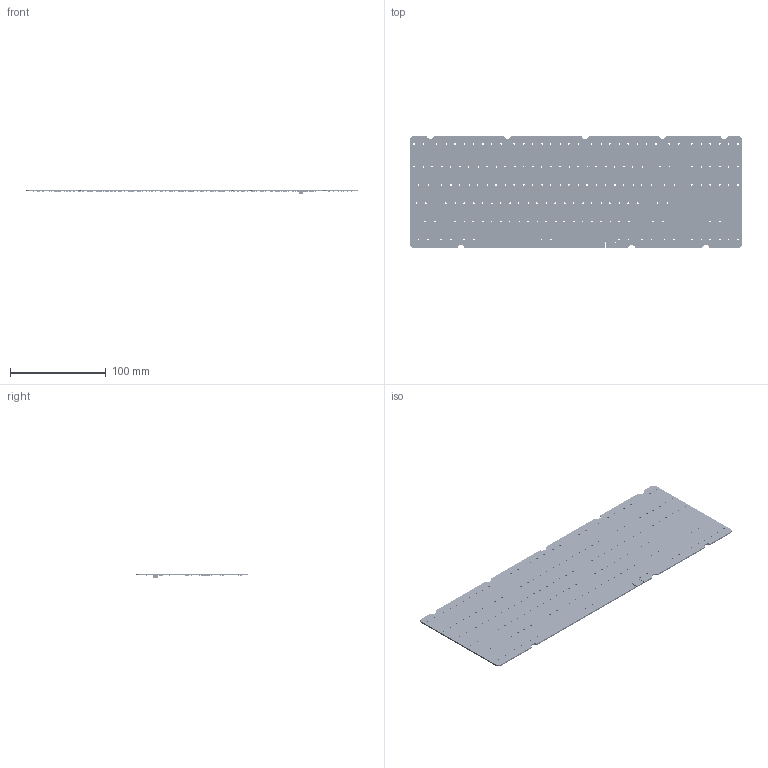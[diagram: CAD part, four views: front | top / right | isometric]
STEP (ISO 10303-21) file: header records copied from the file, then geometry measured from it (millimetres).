
FILE_DESCRIPTION(/* description */ (''),/* implementation_level */ '2;1');
FILE_NAME(/* name */ 'Smoll88he_0.1.step',/* time_stamp */ '2024-04-20T13:34:48+02:00',/* author */ (''),/* organization */ (''),/* preprocessor_version */ 'ST-DEVELOPER v20',/* originating_system */ 'Autodesk Translation Framework v12.20.1.177',/* authorisation */ '');
FILE_SCHEMA (('AUTOMOTIVE_DESIGN { 1 0 10303 214 3 1 1 }'));
Products named in the file (34): Project_W_TKL_HE_rr; Board; 1-copper; 16-copper; 1-soldermask; 16-soldermask; Packages; C0603; 31948705; Part 3; Part 2; Part 1; R0603; 31948916; Part 4; Part 3 (1); Part 2 (1); Part 1 (1); C0402; 31948699; Part 3 (2); Part 2 (2); Part 1 (2); C0603 (1); 31948705 (1); Part 3 (3); Part 2 (3); Part 1 (3); SM04B-SRSS-TB(LF)(SN); CSTNE8M00G55A000R0; SOT-23-POWER; HE_1U; SOP65P640X110-24N; QFN50P700X700X60-49N
Assembly tree (308 placements, depth 5):
  Project_W_TKL_HE_rr
    Board
    1-copper
    16-copper
    1-soldermask
    16-soldermask
    Packages
      C0603  x9
        31948705
          Part 3
          Part 2
          Part 1
      R0603  x4
        31948916
          Part 4
          Part 3 (1)
          Part 2 (1)
          Part 1 (1)
      C0402  x174
        31948699
          Part 3 (2)
          Part 2 (2)
          Part 1 (2)
      C0603 (1)
        31948705 (1)
          Part 3 (3)
          Part 2 (3)
          Part 1 (3)
      SM04B-SRSS-TB(LF)(SN)
      CSTNE8M00G55A000R0
      SOT-23-POWER
      HE_1U  x87
      SOP65P640X110-24N  x6
      QFN50P700X700X60-49N
Bounding box: 347 x 117.49 x 4.58 mm (x, y, z)
Volume: 65807.9 mm3; surface area: 247602 mm2
Topology: 1235 solids, 1235 shells, 17685 faces, 41660 edges, 25060 vertices
Faces by surface type: plane 9874, cylinder 6335, sphere 1476
Full cylindrical faces by diameter (mm): 0.3 x174, 0.35 x33, 0.4 x2, 0.8 x12, 1.7 x522
Entity records: 74822 total; most frequent: DIRECTION 13018, CARTESIAN_POINT 12291, ORIENTED_EDGE 11708, EDGE_CURVE 5854, AXIS2_PLACEMENT_3D 4591, VERTEX_POINT 3864, LINE 3836, VECTOR 3836
